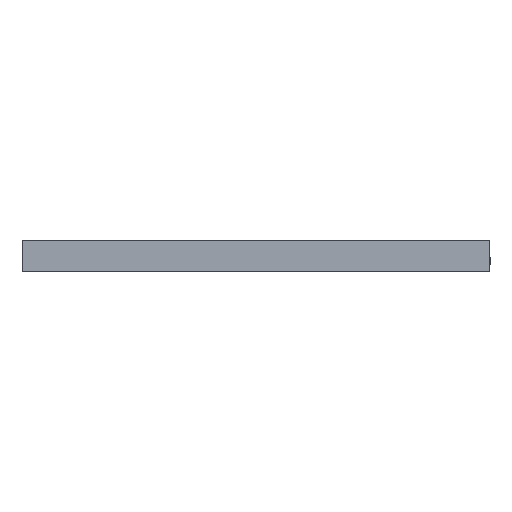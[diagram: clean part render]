
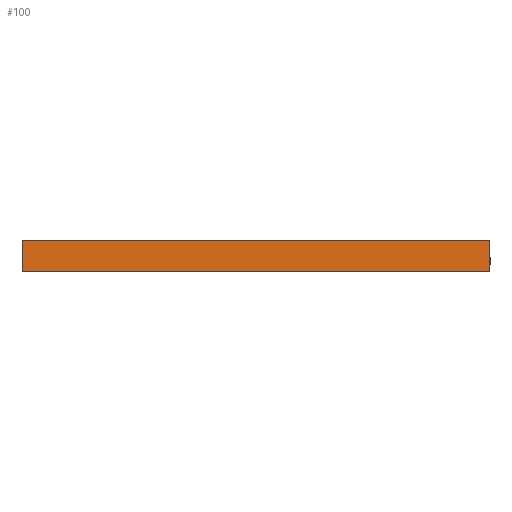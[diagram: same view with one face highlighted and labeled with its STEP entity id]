
A CAD part, left-side view. The second image highlights one B-rep face of the part: STEP entity #100.
In plain terms, the highlighted planar face has unit normal (-1, 0, 0).
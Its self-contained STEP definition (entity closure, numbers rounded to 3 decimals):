
#100=ADVANCED_FACE('',(#220),#2017,.T.);
#220=FACE_OUTER_BOUND('',#340,.T.);
#340=EDGE_LOOP('',(#668,#669,#670,#671));
#668=ORIENTED_EDGE('',*,*,#1251,.T.);
#669=ORIENTED_EDGE('',*,*,#1250,.T.);
#670=ORIENTED_EDGE('',*,*,#1252,.F.);
#671=ORIENTED_EDGE('',*,*,#1253,.F.);
#1250=EDGE_CURVE('',#1844,#1845,#1407,.T.);
#1251=EDGE_CURVE('',#1846,#1844,#1408,.T.);
#1252=EDGE_CURVE('',#1847,#1845,#1409,.T.);
#1253=EDGE_CURVE('',#1846,#1847,#1410,.T.);
#1407=B_SPLINE_CURVE_WITH_KNOTS('',1,(#3468,#3469),.UNSPECIFIED.,.F.,.F.,
(2,2),(0.,8.),.UNSPECIFIED.);
#1408=B_SPLINE_CURVE_WITH_KNOTS('',1,(#3470,#3471),.UNSPECIFIED.,.F.,.F.,
(2,2),(1.,2.),.UNSPECIFIED.);
#1409=B_SPLINE_CURVE_WITH_KNOTS('',1,(#3472,#3473),.UNSPECIFIED.,.F.,.F.,
(2,2),(1.,2.),.UNSPECIFIED.);
#1410=B_SPLINE_CURVE_WITH_KNOTS('',1,(#3474,#3475),.UNSPECIFIED.,.F.,.F.,
(2,2),(0.,8.),.UNSPECIFIED.);
#1844=VERTEX_POINT('',#2710);
#1845=VERTEX_POINT('',#2711);
#1846=VERTEX_POINT('',#2712);
#1847=VERTEX_POINT('',#2713);
#2017=PLANE('',#2183);
#2183=AXIS2_PLACEMENT_3D('',#2517,#2300,$);
#2300=DIRECTION('',(-1.,0.,0.));
#2517=CARTESIAN_POINT('',(-65.,-60.18,15.));
#2710=CARTESIAN_POINT('',(-65.,60.18,15.));
#2711=CARTESIAN_POINT('',(-65.,60.18,7.));
#2712=CARTESIAN_POINT('',(-65.,-60.18,15.));
#2713=CARTESIAN_POINT('',(-65.,-60.18,7.));
#3468=CARTESIAN_POINT('',(-65.,60.18,15.));
#3469=CARTESIAN_POINT('',(-65.,60.18,7.));
#3470=CARTESIAN_POINT('',(-65.,-60.18,15.));
#3471=CARTESIAN_POINT('',(-65.,60.18,15.));
#3472=CARTESIAN_POINT('',(-65.,-60.18,7.));
#3473=CARTESIAN_POINT('',(-65.,60.18,7.));
#3474=CARTESIAN_POINT('',(-65.,-60.18,15.));
#3475=CARTESIAN_POINT('',(-65.,-60.18,7.));
